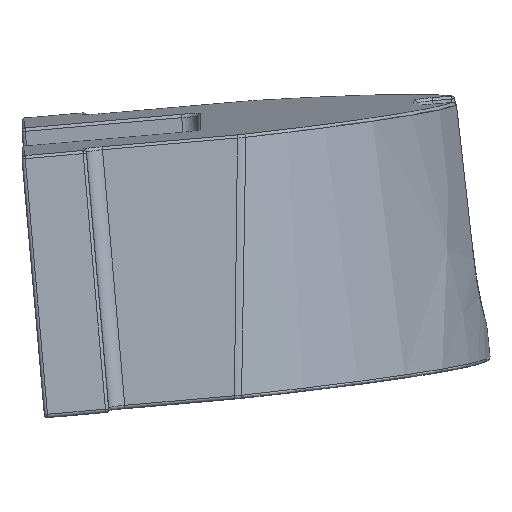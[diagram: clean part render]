
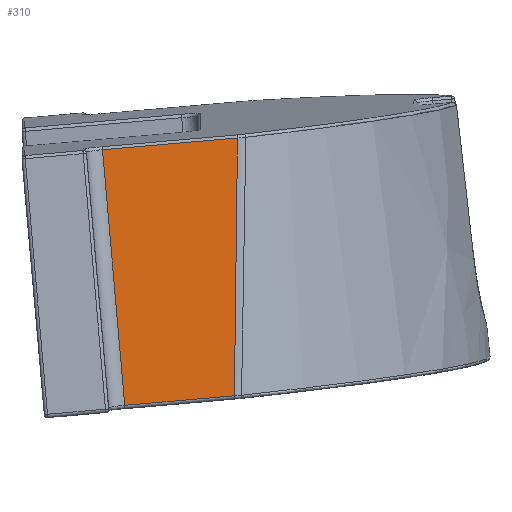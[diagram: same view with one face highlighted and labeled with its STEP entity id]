
A CAD part, left-side view. The second image highlights one B-rep face of the part: STEP entity #310.
In plain terms, the highlighted planar face has unit normal (-0.999, 0.008, 0.043).
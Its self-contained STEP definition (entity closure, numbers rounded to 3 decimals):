
#310 = ADVANCED_FACE ( 'NONE', ( #1548 ), #3977, .T. ) ;
#456 = VERTEX_POINT ( 'NONE', #1005 ) ;
#472 = VERTEX_POINT ( 'NONE', #977 ) ;
#475 = VERTEX_POINT ( 'NONE', #970 ) ;
#490 = VERTEX_POINT ( 'NONE', #945 ) ;
#945 = CARTESIAN_POINT ( 'NONE',  ( -61.633, -14.173, -21.291 ) ) ;
#970 = CARTESIAN_POINT ( 'NONE',  ( -59.893, -10.724, 18.253 ) ) ;
#977 = CARTESIAN_POINT ( 'NONE',  ( -61.697, -31.134, -19.808 ) ) ;
#1005 = CARTESIAN_POINT ( 'NONE',  ( -59.973, -31.614, 20.079 ) ) ;
#1303 = EDGE_LOOP ( 'NONE', ( #3053, #3048, #3056, #3132 ) ) ;
#1548 = FACE_OUTER_BOUND ( 'NONE', #1303, .T. ) ;
#1858 = LINE ( 'NONE', #2563, #2018 ) ;
#1864 = LINE ( 'NONE', #2568, #2020 ) ;
#2018 = VECTOR ( 'NONE', #2567, 1000. ) ;
#2019 = LINE ( 'NONE', #2570, #2022 ) ;
#2020 = VECTOR ( 'NONE', #2569, 1000. ) ;
#2022 = VECTOR ( 'NONE', #2571, 1000. ) ;
#2551 = CARTESIAN_POINT ( 'NONE',  ( -61.124, -31.464, -6.515 ) ) ;
#2556 = CARTESIAN_POINT ( 'NONE',  ( -61.697, -31.134, -19.808 ) ) ;
#2563 = CARTESIAN_POINT ( 'NONE',  ( -59.846, 1.729, 17.164 ) ) ;
#2565 = CARTESIAN_POINT ( 'NONE',  ( -60.549, -31.6, 6.782 ) ) ;
#2566 = CARTESIAN_POINT ( 'NONE',  ( -59.973, -31.614, 20.079 ) ) ;
#2567 = DIRECTION ( 'NONE',  ( 0.004, 0.996, -0.087 ) ) ;
#2568 = CARTESIAN_POINT ( 'NONE',  ( -61.657, -14.221, -21.834 ) ) ;
#2569 = DIRECTION ( 'NONE',  ( -0.044, -0.087, -0.995 ) ) ;
#2570 = CARTESIAN_POINT ( 'NONE',  ( -61.697, -31.073, -19.814 ) ) ;
#2571 = DIRECTION ( 'NONE',  ( -0.004, -0.996, 0.087 ) ) ;
#3048 = ORIENTED_EDGE ( 'NONE', *, *, #3450, .T. ) ;
#3053 = ORIENTED_EDGE ( 'NONE', *, *, #3449, .T. ) ;
#3056 = ORIENTED_EDGE ( 'NONE', *, *, #3451, .T. ) ;
#3132 = ORIENTED_EDGE ( 'NONE', *, *, #3452, .T. ) ;
#3156 = B_SPLINE_CURVE_WITH_KNOTS ( 'NONE', 3,
 ( #2556, #2551, #2565, #2566 ),
 .UNSPECIFIED., .F., .F.,
 ( 4, 4 ),
 ( 0.001, 0.04 ),
 .UNSPECIFIED. ) ;
#3449 = EDGE_CURVE ( 'NONE', #472, #456, #3156, .T. ) ;
#3450 = EDGE_CURVE ( 'NONE', #456, #475, #1858, .T. ) ;
#3451 = EDGE_CURVE ( 'NONE', #475, #490, #1864, .T. ) ;
#3452 = EDGE_CURVE ( 'NONE', #490, #472, #2019, .T. ) ;
#3579 = AXIS2_PLACEMENT_3D ( 'NONE', #3972, #3982, #3985 ) ;
#3972 = CARTESIAN_POINT ( 'NONE',  ( -59.826, 1.768, 17.62 ) ) ;
#3977 = PLANE ( 'NONE',  #3579 ) ;
#3982 = DIRECTION ( 'NONE',  ( -0.999, 0.008, 0.043 ) ) ;
#3985 = DIRECTION ( 'NONE',  ( 0.043, 0., 0.999 ) ) ;
